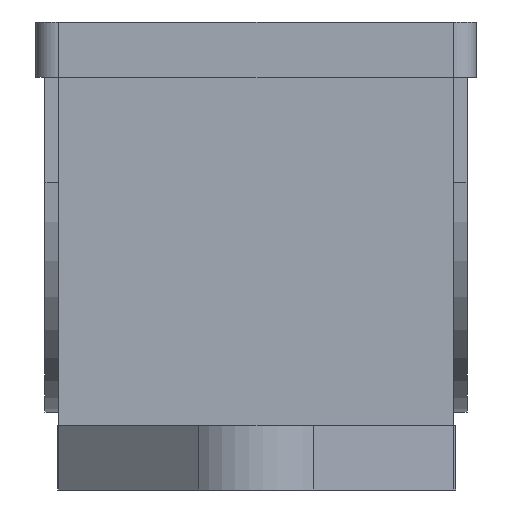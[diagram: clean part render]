
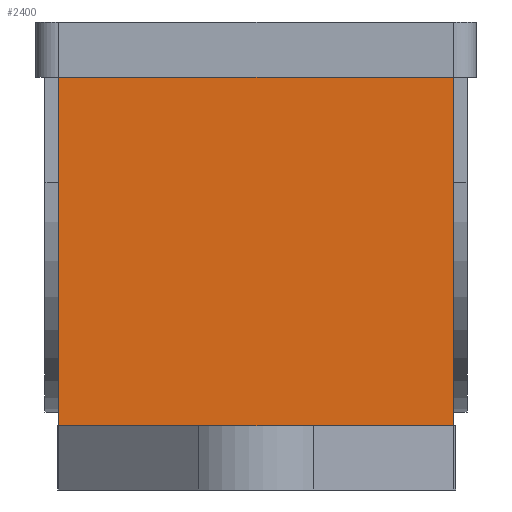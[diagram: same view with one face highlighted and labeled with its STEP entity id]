
A CAD part, left-side view. The second image highlights one B-rep face of the part: STEP entity #2400.
In plain terms, the highlighted planar face has unit normal (-1, 0, 0).
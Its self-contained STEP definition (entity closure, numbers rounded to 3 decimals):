
#138=PLANE('',#2687);
#260=FACE_OUTER_BOUND('',#447,.T.);
#447=EDGE_LOOP('',(#2165,#2166,#2167,#2168));
#531=LINE('',#3699,#719);
#544=LINE('',#3735,#732);
#591=LINE('',#3870,#779);
#640=LINE('',#4097,#828);
#719=VECTOR('',#2978,10.);
#732=VECTOR('',#3009,10.);
#779=VECTOR('',#3146,10.);
#828=VECTOR('',#3407,10.);
#1068=VERTEX_POINT('',#3677);
#1077=VERTEX_POINT('',#3698);
#1090=VERTEX_POINT('',#3732);
#1091=VERTEX_POINT('',#3734);
#1339=EDGE_CURVE('',#1068,#1077,#531,.T.);
#1356=EDGE_CURVE('',#1091,#1090,#544,.T.);
#1425=EDGE_CURVE('',#1090,#1077,#591,.T.);
#1538=EDGE_CURVE('',#1068,#1091,#640,.T.);
#2165=ORIENTED_EDGE('',*,*,#1538,.T.);
#2166=ORIENTED_EDGE('',*,*,#1356,.T.);
#2167=ORIENTED_EDGE('',*,*,#1425,.T.);
#2168=ORIENTED_EDGE('',*,*,#1339,.F.);
#2400=ADVANCED_FACE('',(#260),#138,.T.);
#2687=AXIS2_PLACEMENT_3D('',#4098,#3408,#3409);
#2978=DIRECTION('',(0.,0.,1.));
#3009=DIRECTION('',(0.,0.,1.));
#3146=DIRECTION('',(0.,1.,0.));
#3407=DIRECTION('',(0.,-1.,0.));
#3408=DIRECTION('center_axis',(-1.,0.,0.));
#3409=DIRECTION('ref_axis',(0.,0.,1.));
#3677=CARTESIAN_POINT('',(0.,43.,0.));
#3698=CARTESIAN_POINT('',(0.,43.,38.));
#3699=CARTESIAN_POINT('',(0.,43.,0.));
#3732=CARTESIAN_POINT('',(0.,0.,38.));
#3734=CARTESIAN_POINT('',(0.,0.,0.));
#3735=CARTESIAN_POINT('',(0.,0.,0.));
#3870=CARTESIAN_POINT('',(0.,0.,38.));
#4097=CARTESIAN_POINT('',(0.,10.75,0.));
#4098=CARTESIAN_POINT('Origin',(0.,0.,0.));
